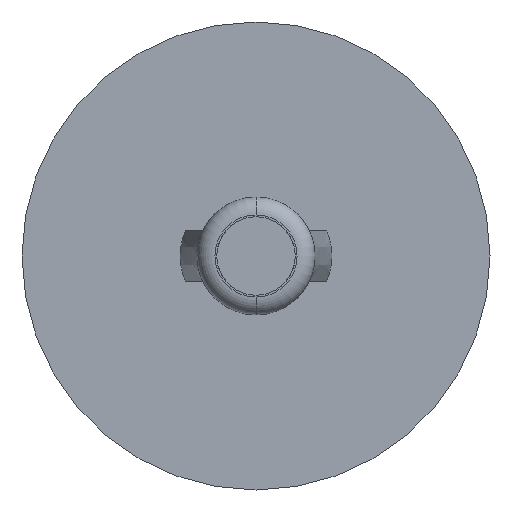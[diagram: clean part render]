
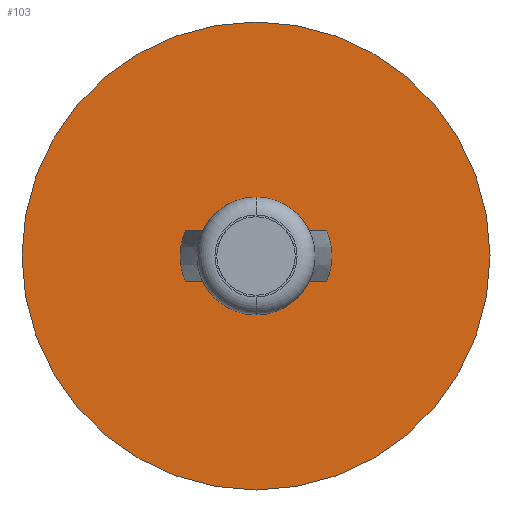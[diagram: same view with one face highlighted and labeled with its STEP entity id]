
A CAD part, front view. The second image highlights one B-rep face of the part: STEP entity #103.
In plain terms, the highlighted planar face has unit normal (0, -1, 0).
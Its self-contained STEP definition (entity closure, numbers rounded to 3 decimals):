
#80 = EDGE_LOOP ( 'NONE', ( #101, #98 ) ) ;
#81 = EDGE_CURVE ( 'NONE', #142, #141, #1439, .T. ) ;
#87 = EDGE_CURVE ( 'NONE', #127, #135, #1410, .T. ) ;
#97 = ORIENTED_EDGE ( 'NONE', *, *, #100, .F. ) ;
#98 = ORIENTED_EDGE ( 'NONE', *, *, #105, .T. ) ;
#100 = EDGE_CURVE ( 'NONE', #141, #142, #1385, .T. ) ;
#101 = ORIENTED_EDGE ( 'NONE', *, *, #87, .T. ) ;
#103 = ADVANCED_FACE ( 'NONE', ( #1370, #1383 ), #1351, .F. ) ;
#105 = EDGE_CURVE ( 'NONE', #135, #127, #1345, .T. ) ;
#112 = EDGE_LOOP ( 'NONE', ( #97, #119 ) ) ;
#119 = ORIENTED_EDGE ( 'NONE', *, *, #81, .F. ) ;
#127 = VERTEX_POINT ( 'NONE', #1469 ) ;
#135 = VERTEX_POINT ( 'NONE', #1484 ) ;
#141 = VERTEX_POINT ( 'NONE', #1558 ) ;
#142 = VERTEX_POINT ( 'NONE', #1534 ) ;
#1325 = DIRECTION ( 'NONE',  ( 0., 1., 0. ) ) ;
#1326 = CARTESIAN_POINT ( 'NONE',  ( 0., -0.5, 0. ) ) ;
#1341 = DIRECTION ( 'NONE',  ( 0., 0., 1. ) ) ;
#1342 = DIRECTION ( 'NONE',  ( 0., 1., 0. ) ) ;
#1343 = CARTESIAN_POINT ( 'NONE',  ( 0., -0.5, 0. ) ) ;
#1344 = AXIS2_PLACEMENT_3D ( 'NONE', #1343, #1342, #1341 ) ;
#1345 = CIRCLE ( 'NONE', #1344, 3.3 ) ;
#1347 = DIRECTION ( 'NONE',  ( 0., 0., 1. ) ) ;
#1351 = PLANE ( 'NONE',  #1365 ) ;
#1365 = AXIS2_PLACEMENT_3D ( 'NONE', #1378, #1419, #1347 ) ;
#1370 = FACE_OUTER_BOUND ( 'NONE', #112, .T. ) ;
#1378 = CARTESIAN_POINT ( 'NONE',  ( 0., -0.5, 0. ) ) ;
#1379 = DIRECTION ( 'NONE',  ( 0., 0., 1. ) ) ;
#1380 = DIRECTION ( 'NONE',  ( 0., 1., 0. ) ) ;
#1381 = CARTESIAN_POINT ( 'NONE',  ( 0., -0.5, 0. ) ) ;
#1382 = AXIS2_PLACEMENT_3D ( 'NONE', #1381, #1380, #1379 ) ;
#1383 = FACE_BOUND ( 'NONE', #80, .T. ) ;
#1385 = CIRCLE ( 'NONE', #1382, 13.1 ) ;
#1386 = DIRECTION ( 'NONE',  ( 0., 0., 1. ) ) ;
#1390 = AXIS2_PLACEMENT_3D ( 'NONE', #1326, #1325, #1386 ) ;
#1409 = CARTESIAN_POINT ( 'NONE',  ( 0., -0.5, 0. ) ) ;
#1410 = CIRCLE ( 'NONE', #1390, 3.3 ) ;
#1419 = DIRECTION ( 'NONE',  ( 0., 1., 0. ) ) ;
#1427 = AXIS2_PLACEMENT_3D ( 'NONE', #1409, #1444, #1443 ) ;
#1439 = CIRCLE ( 'NONE', #1427, 13.1 ) ;
#1443 = DIRECTION ( 'NONE',  ( 0., 0., 1. ) ) ;
#1444 = DIRECTION ( 'NONE',  ( 0., 1., 0. ) ) ;
#1469 = CARTESIAN_POINT ( 'NONE',  ( 0., -0.5, 3.3 ) ) ;
#1484 = CARTESIAN_POINT ( 'NONE',  ( 0., -0.5, -3.3 ) ) ;
#1534 = CARTESIAN_POINT ( 'NONE',  ( 0., -0.5, -13.1 ) ) ;
#1558 = CARTESIAN_POINT ( 'NONE',  ( 0., -0.5, 13.1 ) ) ;
